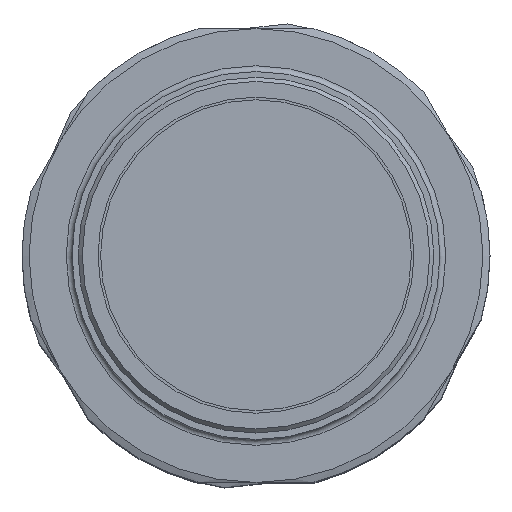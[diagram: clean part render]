
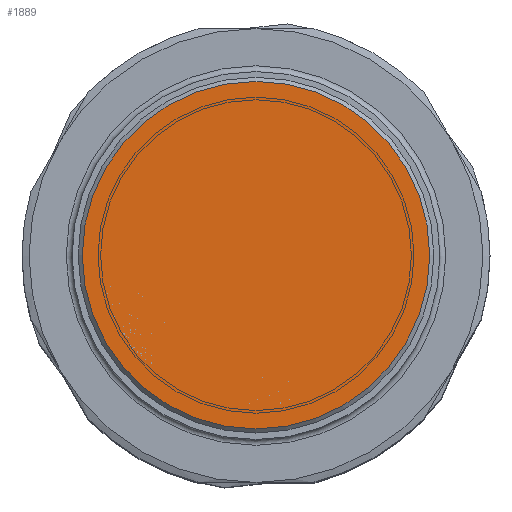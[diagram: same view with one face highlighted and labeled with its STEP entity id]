
A CAD part, top view. The second image highlights one B-rep face of the part: STEP entity #1889.
In plain terms, the highlighted planar face has unit normal (0, 0, 1).
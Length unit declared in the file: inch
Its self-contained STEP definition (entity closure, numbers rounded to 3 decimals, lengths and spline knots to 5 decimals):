
#313=FACE_OUTER_BOUND('',#429,.T.);
#429=EDGE_LOOP('',(#1277));
#553=CIRCLE('',#2059,1.35602);
#720=VERTEX_POINT('',#3052);
#927=EDGE_CURVE('',#720,#720,#553,.T.);
#1277=ORIENTED_EDGE('',*,*,#927,.F.);
#1717=PLANE('',#2058);
#1889=ADVANCED_FACE('',(#313),#1717,.F.);
#2058=AXIS2_PLACEMENT_3D('',#3051,#2402,#2403);
#2059=AXIS2_PLACEMENT_3D('',#3053,#2404,#2405);
#2402=DIRECTION('center_axis',(0.,0.,
-1.));
#2403=DIRECTION('ref_axis',(1.,0.,0.));
#2404=DIRECTION('center_axis',(0.,0.,
-1.));
#2405=DIRECTION('ref_axis',(1.,0.,0.));
#3051=CARTESIAN_POINT('Origin',(3.26852,3.48865,-0.75685));
#3052=CARTESIAN_POINT('',(1.91249,3.48865,-0.75685));
#3053=CARTESIAN_POINT('Origin',(3.26852,3.48865,-0.75685));
